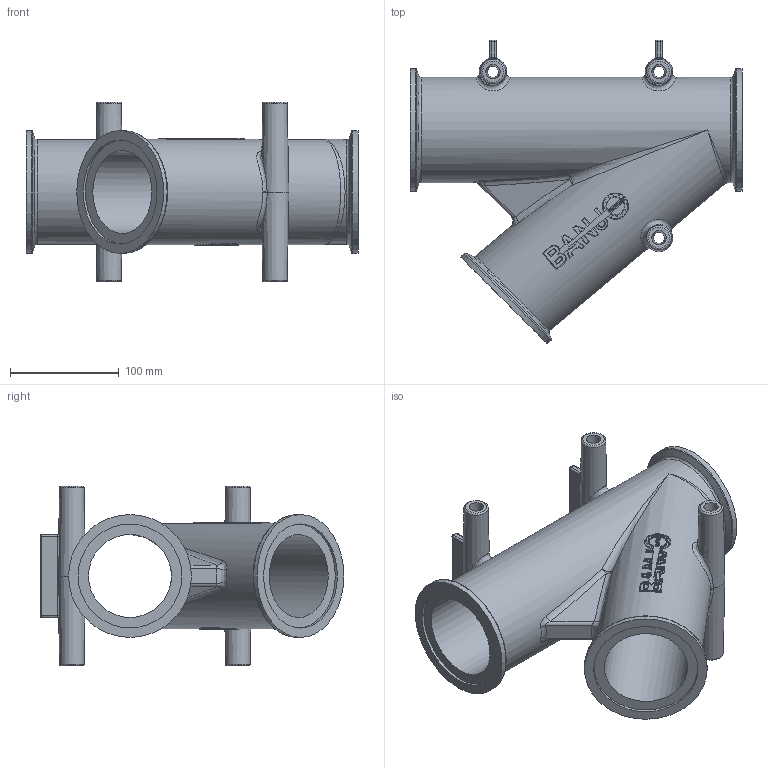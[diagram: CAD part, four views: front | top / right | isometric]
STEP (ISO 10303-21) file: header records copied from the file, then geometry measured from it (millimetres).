
FILE_DESCRIPTION((''),'2;1');
FILE_NAME('M300Y45.stp','2010-01-20T08:12:30',('mclevenger'),(''),'Autodesk Inventor 2010','Autodesk Inventor 2010','');
FILE_SCHEMA(('AUTOMOTIVE_DESIGN { 1 0 10303 214 1 1 1 1 }'));
Length unit declared in the file: inch
Products named in the file (1): M300Y45
Bounding box: 304.8 x 278.99 x 165.1 mm (x, y, z)
Volume: 24.6 mm3; surface area: 327472.5 mm2
Topology: 2 solids, 3 shells, 656 faces, 1764 edges, 1134 vertices
Faces by surface type: plane 308, bspline 212, cylinder 103, cone 16, torus 9, sphere 8
Full cylindrical faces by diameter (mm): 76.2 x2, 95.25 x2, 96.52 x2, 112.776 x3
Entity records: 45567 total; most frequent: CARTESIAN_POINT 30777, ORIENTED_EDGE 3378, DIRECTION 2345, EDGE_CURVE 1689, VERTEX_POINT 1114, VECTOR 945, LINE 945, EDGE_LOOP 791
